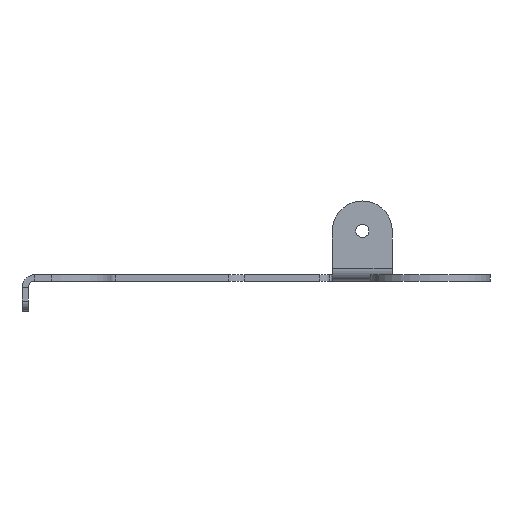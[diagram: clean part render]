
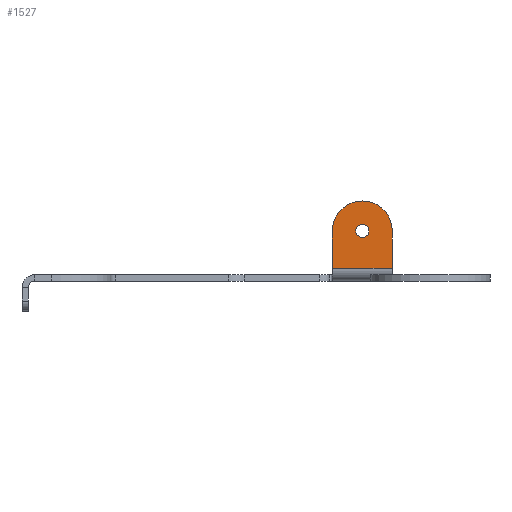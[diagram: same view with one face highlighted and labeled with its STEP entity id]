
A CAD part, left-side view. The second image highlights one B-rep face of the part: STEP entity #1527.
In plain terms, the highlighted planar face has unit normal (-1, 0, 0).
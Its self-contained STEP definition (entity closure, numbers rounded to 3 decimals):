
#17=FACE_BOUND('',#190,.T.);
#101=FACE_OUTER_BOUND('',#189,.T.);
#189=EDGE_LOOP('',(#1261,#1262,#1263,#1264));
#190=EDGE_LOOP('',(#1265));
#308=CIRCLE('',#1692,3.3);
#314=CIRCLE('',#1702,15.);
#428=LINE('',#2611,#576);
#429=LINE('',#2613,#577);
#430=LINE('',#2616,#578);
#576=VECTOR('',#2106,10.);
#577=VECTOR('',#2109,10.);
#578=VECTOR('',#2114,6.35);
#735=VERTEX_POINT('',#2545);
#738=VERTEX_POINT('',#2553);
#744=VERTEX_POINT('',#2575);
#753=VERTEX_POINT('',#2601);
#754=VERTEX_POINT('',#2603);
#930=EDGE_CURVE('',#744,#744,#308,.T.);
#943=EDGE_CURVE('',#753,#754,#314,.T.);
#948=EDGE_CURVE('',#738,#735,#428,.T.);
#949=EDGE_CURVE('',#753,#738,#429,.T.);
#950=EDGE_CURVE('',#735,#754,#430,.T.);
#1261=ORIENTED_EDGE('',*,*,#943,.F.);
#1262=ORIENTED_EDGE('',*,*,#949,.T.);
#1263=ORIENTED_EDGE('',*,*,#948,.T.);
#1264=ORIENTED_EDGE('',*,*,#950,.T.);
#1265=ORIENTED_EDGE('',*,*,#930,.T.);
#1465=PLANE('',#1707);
#1527=ADVANCED_FACE('',(#101,#17),#1465,.T.);
#1692=AXIS2_PLACEMENT_3D('',#2577,#2069,#2070);
#1702=AXIS2_PLACEMENT_3D('',#2604,#2096,#2097);
#1707=AXIS2_PLACEMENT_3D('',#2615,#2112,#2113);
#2069=DIRECTION('center_axis',(1.,0.,0.));
#2070=DIRECTION('ref_axis',(0.,1.,0.));
#2096=DIRECTION('center_axis',(1.,0.,0.));
#2097=DIRECTION('ref_axis',(0.,-1.,0.));
#2106=DIRECTION('',(0.,-1.,0.));
#2109=DIRECTION('',(0.,0.,-1.));
#2112=DIRECTION('center_axis',(-1.,0.,0.));
#2113=DIRECTION('ref_axis',(0.,0.,1.));
#2114=DIRECTION('',(0.,0.,1.));
#2545=CARTESIAN_POINT('',(-25.,19.,3.175));
#2553=CARTESIAN_POINT('',(-25.,49.,3.175));
#2575=CARTESIAN_POINT('',(-25.,30.7,22.));
#2577=CARTESIAN_POINT('Origin',(-25.,34.,22.));
#2601=CARTESIAN_POINT('',(-25.,49.,22.));
#2603=CARTESIAN_POINT('',(-25.,19.,22.));
#2604=CARTESIAN_POINT('Origin',(-25.,34.,22.));
#2611=CARTESIAN_POINT('',(-25.,34.,3.175));
#2613=CARTESIAN_POINT('',(-25.,49.,3.175));
#2615=CARTESIAN_POINT('Origin',(-25.,34.,15.1));
#2616=CARTESIAN_POINT('',(-25.,19.,-16.774));
